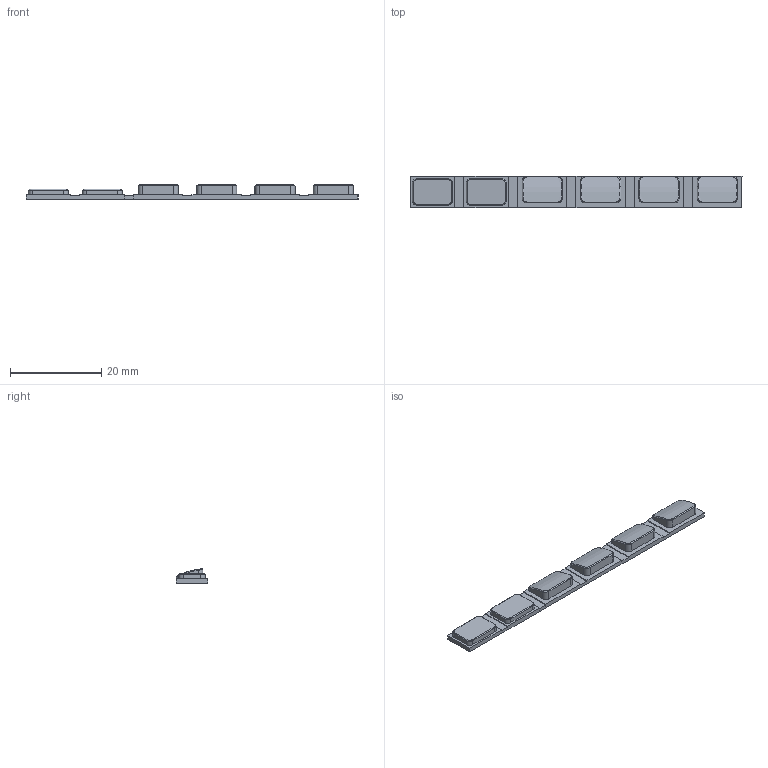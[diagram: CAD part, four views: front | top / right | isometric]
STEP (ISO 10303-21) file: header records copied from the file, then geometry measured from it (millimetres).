
FILE_DESCRIPTION(/* description */ (''),/* implementation_level */ '2;1');
FILE_NAME(/* name */ 'Back Buttons.step',/* time_stamp */ '2025-03-28T17:09:06+02:00',/* author */ (''),/* organization */ (''),/* preprocessor_version */ 'ST-DEVELOPER v20.1',/* originating_system */ 'Autodesk Translation Framework v14.4.0.0',/* authorisation */ '');
FILE_SCHEMA (('AUTOMOTIVE_DESIGN { 1 0 10303 214 3 1 1 }'));
Length unit declared in the file: millimetre
Products named in the file (1): Back Buttons
Bounding box: 72.8 x 6.8 x 3.17 mm (x, y, z)
Volume: 815.9 mm3; surface area: 1467.6 mm2
Topology: 1 solids, 1 shells, 198 faces, 512 edges, 324 vertices
Faces by surface type: plane 98, cylinder 52, bspline 32, cone 16
Entity records: 7001 total; most frequent: CARTESIAN_POINT 2283, ORIENTED_EDGE 1024, DIRECTION 886, EDGE_CURVE 512, LINE 344, VECTOR 344, VERTEX_POINT 324, AXIS2_PLACEMENT_3D 271
